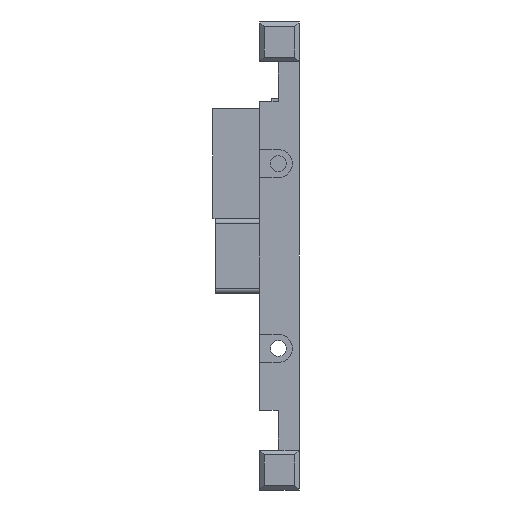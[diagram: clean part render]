
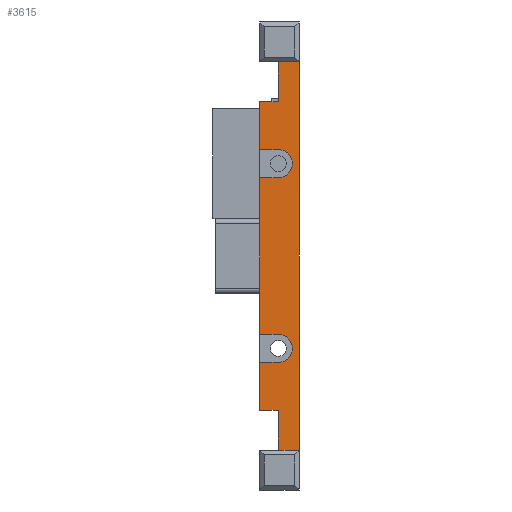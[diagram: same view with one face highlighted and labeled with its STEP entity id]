
A CAD part, left-side view. The second image highlights one B-rep face of the part: STEP entity #3615.
In plain terms, the highlighted planar face has unit normal (-1, 0, 0).
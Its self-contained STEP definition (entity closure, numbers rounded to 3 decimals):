
#27 = CARTESIAN_POINT ( 'NONE',  ( 6.75, 8.5, -33.25 ) ) ;
#90 = EDGE_CURVE ( 'NONE', #7430, #6912, #1411, .T. ) ;
#258 = EDGE_CURVE ( 'NONE', #7248, #1795, #7032, .T. ) ;
#294 = CARTESIAN_POINT ( 'NONE',  ( 6.75, 0., 0. ) ) ;
#300 = EDGE_CURVE ( 'NONE', #3655, #2710, #3046, .T. ) ;
#387 = DIRECTION ( 'NONE',  ( 0., 0., -1. ) ) ;
#405 = CARTESIAN_POINT ( 'NONE',  ( 6.75, 8.5, 0. ) ) ;
#650 = ORIENTED_EDGE ( 'NONE', *, *, #5660, .F. ) ;
#950 = CARTESIAN_POINT ( 'NONE',  ( 6.75, 4.5, -91.5 ) ) ;
#1029 = LINE ( 'NONE', #2317, #4697 ) ;
#1085 = CIRCLE ( 'NONE', #5447, 3. ) ;
#1105 = DIRECTION ( 'NONE',  ( 0., 0., 1. ) ) ;
#1154 = CARTESIAN_POINT ( 'NONE',  ( 6.75, 8.5, -17. ) ) ;
#1272 = CARTESIAN_POINT ( 'NONE',  ( 6.75, 4.5, -72.75 ) ) ;
#1286 = CARTESIAN_POINT ( 'NONE',  ( 6.75, 4.5, -27.25 ) ) ;
#1388 = EDGE_CURVE ( 'NONE', #3778, #6518, #4152, .T. ) ;
#1411 = LINE ( 'NONE', #5073, #4712 ) ;
#1472 = VECTOR ( 'NONE', #4054, 1000. ) ;
#1517 = EDGE_CURVE ( 'NONE', #4399, #3778, #1656, .T. ) ;
#1656 = LINE ( 'NONE', #1731, #6556 ) ;
#1668 = ORIENTED_EDGE ( 'NONE', *, *, #258, .T. ) ;
#1680 = CARTESIAN_POINT ( 'NONE',  ( 6.75, 8.5, -91.5 ) ) ;
#1731 = CARTESIAN_POINT ( 'NONE',  ( 6.75, 8.5, 0. ) ) ;
#1795 = VERTEX_POINT ( 'NONE', #3871 ) ;
#1859 = VECTOR ( 'NONE', #4618, 1000. ) ;
#1981 = DIRECTION ( 'NONE',  ( 0., 0., 1. ) ) ;
#2052 = LINE ( 'NONE', #294, #6090 ) ;
#2059 = EDGE_CURVE ( 'NONE', #5230, #5624, #4490, .T. ) ;
#2145 = DIRECTION ( 'NONE',  ( -1., 0., 0. ) ) ;
#2148 = PLANE ( 'NONE',  #4954 ) ;
#2172 = CARTESIAN_POINT ( 'NONE',  ( 6.75, 4.5, -17. ) ) ;
#2292 = ORIENTED_EDGE ( 'NONE', *, *, #1517, .F. ) ;
#2303 = CARTESIAN_POINT ( 'NONE',  ( 6.75, 0., -8.5 ) ) ;
#2317 = CARTESIAN_POINT ( 'NONE',  ( 6.75, 4.5, -83. ) ) ;
#2436 = VECTOR ( 'NONE', #5077, 1000. ) ;
#2506 = EDGE_CURVE ( 'NONE', #3834, #7017, #3618, .T. ) ;
#2573 = VECTOR ( 'NONE', #3570, 1000. ) ;
#2710 = VERTEX_POINT ( 'NONE', #3840 ) ;
#2719 = AXIS2_PLACEMENT_3D ( 'NONE', #5619, #2145, #7490 ) ;
#2768 = EDGE_CURVE ( 'NONE', #7248, #5230, #1029, .T. ) ;
#2783 = DIRECTION ( 'NONE',  ( 0., 0., 1. ) ) ;
#2804 = DIRECTION ( 'NONE',  ( 1., 0., 0. ) ) ;
#2848 = ORIENTED_EDGE ( 'NONE', *, *, #1388, .F. ) ;
#3046 = LINE ( 'NONE', #1286, #3468 ) ;
#3186 = LINE ( 'NONE', #4936, #7462 ) ;
#3201 = VECTOR ( 'NONE', #5995, 1000. ) ;
#3209 = EDGE_CURVE ( 'NONE', #6518, #3655, #1085, .T. ) ;
#3256 = ORIENTED_EDGE ( 'NONE', *, *, #3209, .F. ) ;
#3322 = CARTESIAN_POINT ( 'NONE',  ( 6.75, 4.5, -83. ) ) ;
#3323 = CARTESIAN_POINT ( 'NONE',  ( 6.75, 4.5, -33.25 ) ) ;
#3370 = CARTESIAN_POINT ( 'NONE',  ( 6.75, 4.5, -30.25 ) ) ;
#3459 = CARTESIAN_POINT ( 'NONE',  ( 6.75, 4.5, -72.75 ) ) ;
#3468 = VECTOR ( 'NONE', #3666, 1000. ) ;
#3569 = VECTOR ( 'NONE', #4315, 1000. ) ;
#3570 = DIRECTION ( 'NONE',  ( 0., -1., 0. ) ) ;
#3615 = ADVANCED_FACE ( 'NONE', ( #6396 ), #2148, .F. ) ;
#3618 = LINE ( 'NONE', #1272, #3201 ) ;
#3655 = VERTEX_POINT ( 'NONE', #7565 ) ;
#3666 = DIRECTION ( 'NONE',  ( 0., 1., 0. ) ) ;
#3695 = CARTESIAN_POINT ( 'NONE',  ( 6.75, 8.5, -72.75 ) ) ;
#3716 = CIRCLE ( 'NONE', #2719, 3. ) ;
#3721 = VECTOR ( 'NONE', #5286, 1000. ) ;
#3778 = VERTEX_POINT ( 'NONE', #27 ) ;
#3834 = VERTEX_POINT ( 'NONE', #3695 ) ;
#3840 = CARTESIAN_POINT ( 'NONE',  ( 6.75, 8.5, -27.25 ) ) ;
#3871 = CARTESIAN_POINT ( 'NONE',  ( 6.75, 0., -91.5 ) ) ;
#3911 = ORIENTED_EDGE ( 'NONE', *, *, #2059, .F. ) ;
#3971 = CARTESIAN_POINT ( 'NONE',  ( 6.75, 4.5, -83. ) ) ;
#4026 = ORIENTED_EDGE ( 'NONE', *, *, #6901, .F. ) ;
#4054 = DIRECTION ( 'NONE',  ( 0., -1., 0. ) ) ;
#4152 = LINE ( 'NONE', #6538, #2573 ) ;
#4250 = ORIENTED_EDGE ( 'NONE', *, *, #5550, .T. ) ;
#4265 = EDGE_CURVE ( 'NONE', #5903, #4399, #5547, .T. ) ;
#4297 = CARTESIAN_POINT ( 'NONE',  ( 6.75, 4.5, -17. ) ) ;
#4315 = DIRECTION ( 'NONE',  ( 0., 1., 0. ) ) ;
#4399 = VERTEX_POINT ( 'NONE', #5190 ) ;
#4406 = ORIENTED_EDGE ( 'NONE', *, *, #5510, .F. ) ;
#4490 = LINE ( 'NONE', #3322, #3569 ) ;
#4512 = CARTESIAN_POINT ( 'NONE',  ( 6.75, 8.5, -83. ) ) ;
#4555 = CARTESIAN_POINT ( 'NONE',  ( 6.75, 8.5, 0. ) ) ;
#4618 = DIRECTION ( 'NONE',  ( 0., 0., 1. ) ) ;
#4646 = DIRECTION ( 'NONE',  ( -1., 0., 0. ) ) ;
#4697 = VECTOR ( 'NONE', #1105, 1000. ) ;
#4712 = VECTOR ( 'NONE', #6328, 1000. ) ;
#4795 = ORIENTED_EDGE ( 'NONE', *, *, #90, .T. ) ;
#4860 = VERTEX_POINT ( 'NONE', #2303 ) ;
#4936 = CARTESIAN_POINT ( 'NONE',  ( 6.75, 8.5, 0. ) ) ;
#4954 = AXIS2_PLACEMENT_3D ( 'NONE', #4555, #2804, #387 ) ;
#4961 = CARTESIAN_POINT ( 'NONE',  ( 6.75, 4.5, -66.75 ) ) ;
#5064 = ORIENTED_EDGE ( 'NONE', *, *, #2506, .F. ) ;
#5073 = CARTESIAN_POINT ( 'NONE',  ( 6.75, 4.5, -17. ) ) ;
#5077 = DIRECTION ( 'NONE',  ( 0., 1., 0. ) ) ;
#5110 = VERTEX_POINT ( 'NONE', #5731 ) ;
#5130 = EDGE_CURVE ( 'NONE', #7017, #5903, #3716, .T. ) ;
#5190 = CARTESIAN_POINT ( 'NONE',  ( 6.75, 8.5, -66.75 ) ) ;
#5230 = VERTEX_POINT ( 'NONE', #3971 ) ;
#5286 = DIRECTION ( 'NONE',  ( 0., 0., 1. ) ) ;
#5447 = AXIS2_PLACEMENT_3D ( 'NONE', #3370, #4646, #5778 ) ;
#5510 = EDGE_CURVE ( 'NONE', #5624, #3834, #3186, .T. ) ;
#5547 = LINE ( 'NONE', #4961, #2436 ) ;
#5550 = EDGE_CURVE ( 'NONE', #1795, #4860, #2052, .T. ) ;
#5611 = DIRECTION ( 'NONE',  ( 0., 0., 1. ) ) ;
#5619 = CARTESIAN_POINT ( 'NONE',  ( 6.75, 4.5, -69.75 ) ) ;
#5624 = VERTEX_POINT ( 'NONE', #4512 ) ;
#5660 = EDGE_CURVE ( 'NONE', #7430, #5110, #7094, .T. ) ;
#5661 = ORIENTED_EDGE ( 'NONE', *, *, #2768, .F. ) ;
#5731 = CARTESIAN_POINT ( 'NONE',  ( 6.75, 4.5, -8.5 ) ) ;
#5754 = LINE ( 'NONE', #405, #1859 ) ;
#5778 = DIRECTION ( 'NONE',  ( 0., 0., -1. ) ) ;
#5799 = CARTESIAN_POINT ( 'NONE',  ( 6.75, 8.5, -8.5 ) ) ;
#5845 = ORIENTED_EDGE ( 'NONE', *, *, #4265, .F. ) ;
#5903 = VERTEX_POINT ( 'NONE', #6180 ) ;
#5964 = EDGE_LOOP ( 'NONE', ( #3256, #2848, #2292, #5845, #7048, #5064, #4406, #3911, #5661, #1668, #4250, #4026, #650, #4795, #7012, #6536 ) ) ;
#5995 = DIRECTION ( 'NONE',  ( 0., -1., 0. ) ) ;
#6090 = VECTOR ( 'NONE', #1981, 1000. ) ;
#6111 = VECTOR ( 'NONE', #7096, 1000. ) ;
#6126 = EDGE_CURVE ( 'NONE', #2710, #6912, #5754, .T. ) ;
#6180 = CARTESIAN_POINT ( 'NONE',  ( 6.75, 4.5, -66.75 ) ) ;
#6328 = DIRECTION ( 'NONE',  ( 0., 1., 0. ) ) ;
#6396 = FACE_OUTER_BOUND ( 'NONE', #5964, .T. ) ;
#6518 = VERTEX_POINT ( 'NONE', #3323 ) ;
#6536 = ORIENTED_EDGE ( 'NONE', *, *, #300, .F. ) ;
#6538 = CARTESIAN_POINT ( 'NONE',  ( 6.75, 4.5, -33.25 ) ) ;
#6556 = VECTOR ( 'NONE', #2783, 1000. ) ;
#6901 = EDGE_CURVE ( 'NONE', #5110, #4860, #7673, .T. ) ;
#6912 = VERTEX_POINT ( 'NONE', #1154 ) ;
#7012 = ORIENTED_EDGE ( 'NONE', *, *, #6126, .F. ) ;
#7017 = VERTEX_POINT ( 'NONE', #3459 ) ;
#7032 = LINE ( 'NONE', #1680, #1472 ) ;
#7048 = ORIENTED_EDGE ( 'NONE', *, *, #5130, .F. ) ;
#7094 = LINE ( 'NONE', #2172, #3721 ) ;
#7096 = DIRECTION ( 'NONE',  ( 0., -1., 0. ) ) ;
#7248 = VERTEX_POINT ( 'NONE', #950 ) ;
#7430 = VERTEX_POINT ( 'NONE', #4297 ) ;
#7462 = VECTOR ( 'NONE', #5611, 1000. ) ;
#7490 = DIRECTION ( 'NONE',  ( 0., 0., 1. ) ) ;
#7565 = CARTESIAN_POINT ( 'NONE',  ( 6.75, 4.5, -27.25 ) ) ;
#7673 = LINE ( 'NONE', #5799, #6111 ) ;
